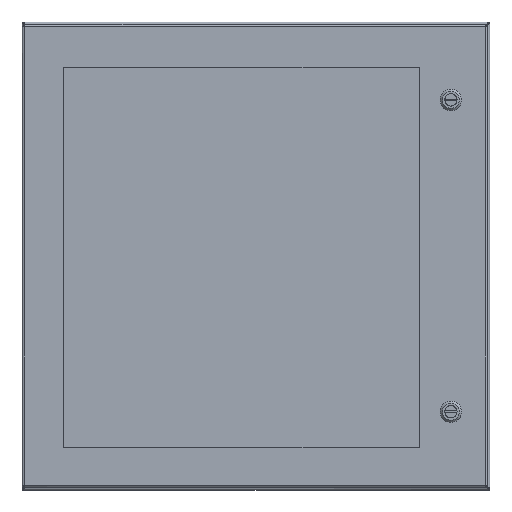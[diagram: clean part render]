
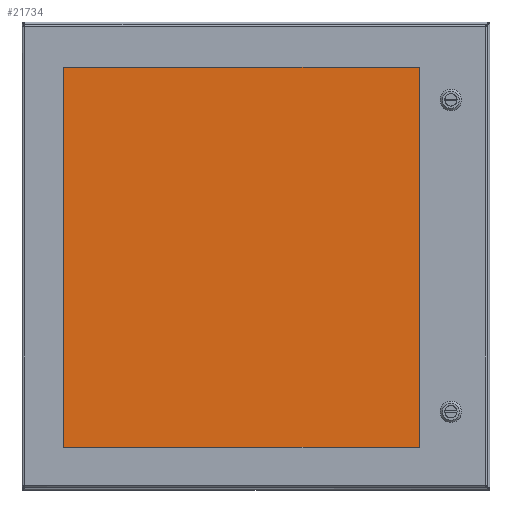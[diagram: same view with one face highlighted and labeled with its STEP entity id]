
A CAD part, top view. The second image highlights one B-rep face of the part: STEP entity #21734.
In plain terms, the highlighted planar face has unit normal (0, 0, 1).
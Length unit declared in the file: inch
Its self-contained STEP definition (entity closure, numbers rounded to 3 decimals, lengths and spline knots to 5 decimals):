
#21592=CARTESIAN_POINT('',(0.0,0.0,0.25));
#21593=VERTEX_POINT('',#21592);
#21594=CARTESIAN_POINT('',(0.,20.5,0.25));
#21595=VERTEX_POINT('',#21594);
#21596=CARTESIAN_POINT('',(0.,0.0,0.25));
#21597=DIRECTION('',(0.0,1.0,0.0));
#21598=VECTOR('',#21597,20.5);
#21599=LINE('',#21596,#21598);
#21600=EDGE_CURVE('',#21593,#21595,#21599,.T.);
#21632=CARTESIAN_POINT('',(19.25,20.5,0.25));
#21633=VERTEX_POINT('',#21632);
#21634=CARTESIAN_POINT('',(0.,20.5,0.25));
#21635=DIRECTION('',(1.0,0.0,0.0));
#21636=VECTOR('',#21635,19.25);
#21637=LINE('',#21634,#21636);
#21638=EDGE_CURVE('',#21595,#21633,#21637,.T.);
#21663=CARTESIAN_POINT('',(19.25,0.,0.25));
#21664=VERTEX_POINT('',#21663);
#21665=CARTESIAN_POINT('',(19.25,20.5,0.25));
#21666=DIRECTION('',(0.0,-1.0,0.0));
#21667=VECTOR('',#21666,20.5);
#21668=LINE('',#21665,#21667);
#21669=EDGE_CURVE('',#21633,#21664,#21668,.T.);
#21694=CARTESIAN_POINT('',(19.25,0.,0.25));
#21695=DIRECTION('',(-1.0,0.0,0.0));
#21696=VECTOR('',#21695,19.25);
#21697=LINE('',#21694,#21696);
#21698=EDGE_CURVE('',#21664,#21593,#21697,.T.);
#21723=CARTESIAN_POINT('',(9.625,10.25,0.25));
#21724=DIRECTION('',(0.0,0.0,1.0));
#21725=DIRECTION('',(1.0,0.0,0.0));
#21726=AXIS2_PLACEMENT_3D('',#21723,#21724,#21725);
#21727=PLANE('',#21726);
#21728=ORIENTED_EDGE('',*,*,#21600,.F.);
#21729=ORIENTED_EDGE('',*,*,#21698,.F.);
#21730=ORIENTED_EDGE('',*,*,#21669,.F.);
#21731=ORIENTED_EDGE('',*,*,#21638,.F.);
#21732=EDGE_LOOP('',(#21728,#21729,#21730,#21731));
#21733=FACE_OUTER_BOUND('',#21732,.T.);
#21734=ADVANCED_FACE('',(#21733),#21727,.T.);
